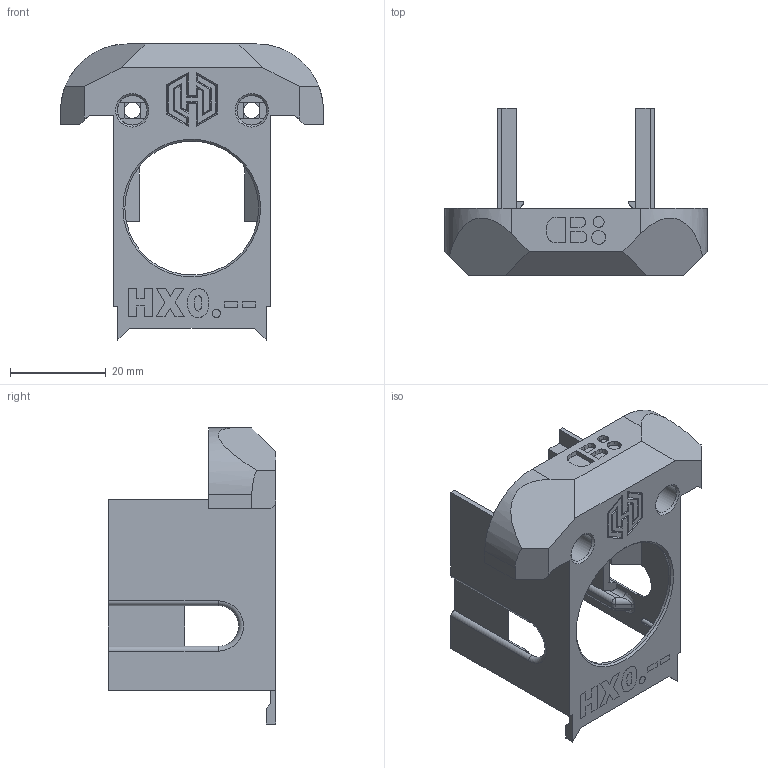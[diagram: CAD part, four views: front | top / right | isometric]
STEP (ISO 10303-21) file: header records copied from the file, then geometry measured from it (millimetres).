
FILE_DESCRIPTION(/* description */ (''),/* implementation_level */ '2;1');
FILE_NAME(/* name */ 'HX0_dragon_burner_cowling.step',/* time_stamp */ '2024-03-16T18:46:29Z',/* author */ (''),/* organization */ (''),/* preprocessor_version */ 'ST-DEVELOPER v20',/* originating_system */ 'Autodesk Translation Framework v12.20.1.177',/* authorisation */ '');
FILE_SCHEMA (('AUTOMOTIVE_DESIGN { 1 0 10303 214 3 1 1 }'));
Length unit declared in the file: millimetre
Products named in the file (4): HX0 Dragon Burner Cowling; [c]_HX0_diffuser; DB Cowling HX0; serial_text_insert
Assembly tree (3 placements, depth 3):
  HX0 Dragon Burner Cowling
    [c]_HX0_diffuser
    DB Cowling HX0
      serial_text_insert
Bounding box: 55 x 35 x 61.91 mm (x, y, z)
Volume: 12288.2 mm3; surface area: 12757.5 mm2
Topology: 8 solids, 9 shells, 460 faces, 1217 edges, 786 vertices
Faces by surface type: plane 309, bspline 86, cylinder 47, cone 10, sphere 4, torus 4
Full cylindrical faces by diameter (mm): 3.4 x2, 4.7 x2, 6.2 x2, 28 x1
Entity records: 15003 total; most frequent: CARTESIAN_POINT 3945, ORIENTED_EDGE 2432, DIRECTION 1952, EDGE_CURVE 1216, LINE 906, VECTOR 906, VERTEX_POINT 786, AXIS2_PLACEMENT_3D 523
